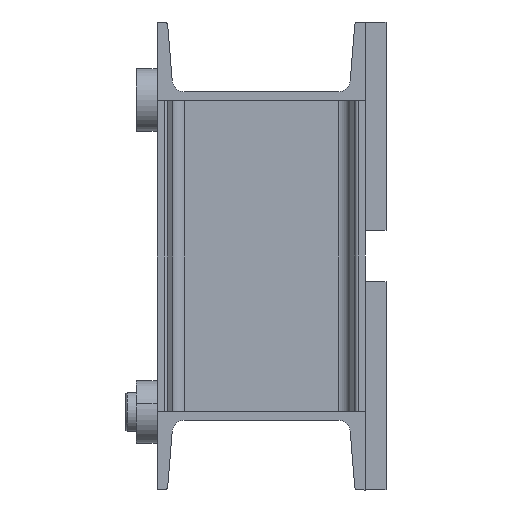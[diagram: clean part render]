
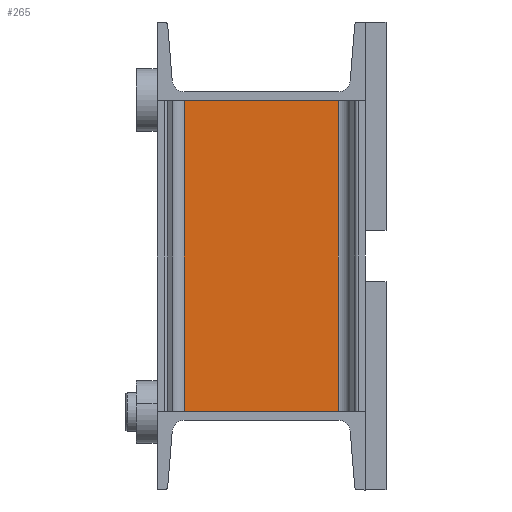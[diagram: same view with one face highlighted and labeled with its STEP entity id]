
A CAD part, left-side view. The second image highlights one B-rep face of the part: STEP entity #265.
In plain terms, the highlighted planar face has unit normal (-1, 0, 0).
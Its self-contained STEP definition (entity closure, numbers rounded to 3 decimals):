
#11 = ORIENTED_EDGE ( 'NONE', *, *, #1371, .F. ) ;
#34 = DIRECTION ( 'NONE',  ( 0., -1., 0. ) ) ;
#55 = VERTEX_POINT ( 'NONE', #722 ) ;
#106 = VECTOR ( 'NONE', #3105, 1000. ) ;
#206 = DIRECTION ( 'NONE',  ( 0., 0., -1. ) ) ;
#265 = ADVANCED_FACE ( 'NONE', ( #1693 ), #2410, .F. ) ;
#391 = VERTEX_POINT ( 'NONE', #1751 ) ;
#616 = VECTOR ( 'NONE', #2870, 1000. ) ;
#722 = CARTESIAN_POINT ( 'NONE',  ( -259.5, -153.998, -74.123 ) ) ;
#795 = ORIENTED_EDGE ( 'NONE', *, *, #1557, .F. ) ;
#824 = CARTESIAN_POINT ( 'NONE',  ( -259.5, 153.998, 74.123 ) ) ;
#879 = EDGE_LOOP ( 'NONE', ( #2692, #11, #795, #2832 ) ) ;
#886 = LINE ( 'NONE', #1618, #616 ) ;
#1300 = VERTEX_POINT ( 'NONE', #2541 ) ;
#1352 = EDGE_CURVE ( 'NONE', #55, #391, #1750, .T. ) ;
#1371 = EDGE_CURVE ( 'NONE', #1494, #391, #3055, .T. ) ;
#1494 = VERTEX_POINT ( 'NONE', #3134 ) ;
#1502 = DIRECTION ( 'NONE',  ( 0., 0., 1. ) ) ;
#1557 = EDGE_CURVE ( 'NONE', #1300, #1494, #886, .T. ) ;
#1618 = CARTESIAN_POINT ( 'NONE',  ( -259.5, 153.998, 74.123 ) ) ;
#1693 = FACE_OUTER_BOUND ( 'NONE', #879, .T. ) ;
#1750 = LINE ( 'NONE', #2039, #2084 ) ;
#1751 = CARTESIAN_POINT ( 'NONE',  ( -259.5, -153.998, 74.123 ) ) ;
#1996 = AXIS2_PLACEMENT_3D ( 'NONE', #2490, #2474, #206 ) ;
#2039 = CARTESIAN_POINT ( 'NONE',  ( -259.5, -153.998, 74.123 ) ) ;
#2084 = VECTOR ( 'NONE', #1502, 1000. ) ;
#2410 = PLANE ( 'NONE',  #1996 ) ;
#2474 = DIRECTION ( 'NONE',  ( 1., 0., 0. ) ) ;
#2490 = CARTESIAN_POINT ( 'NONE',  ( -259.5, 153.998, 74.123 ) ) ;
#2496 = VECTOR ( 'NONE', #34, 1000. ) ;
#2541 = CARTESIAN_POINT ( 'NONE',  ( -259.5, 153.998, -74.123 ) ) ;
#2692 = ORIENTED_EDGE ( 'NONE', *, *, #1352, .T. ) ;
#2832 = ORIENTED_EDGE ( 'NONE', *, *, #3041, .T. ) ;
#2857 = LINE ( 'NONE', #3068, #106 ) ;
#2870 = DIRECTION ( 'NONE',  ( 0., 0., 1. ) ) ;
#3041 = EDGE_CURVE ( 'NONE', #1300, #55, #2857, .T. ) ;
#3055 = LINE ( 'NONE', #824, #2496 ) ;
#3068 = CARTESIAN_POINT ( 'NONE',  ( -259.5, 153.998, -74.123 ) ) ;
#3105 = DIRECTION ( 'NONE',  ( 0., -1., 0. ) ) ;
#3134 = CARTESIAN_POINT ( 'NONE',  ( -259.5, 153.998, 74.123 ) ) ;
